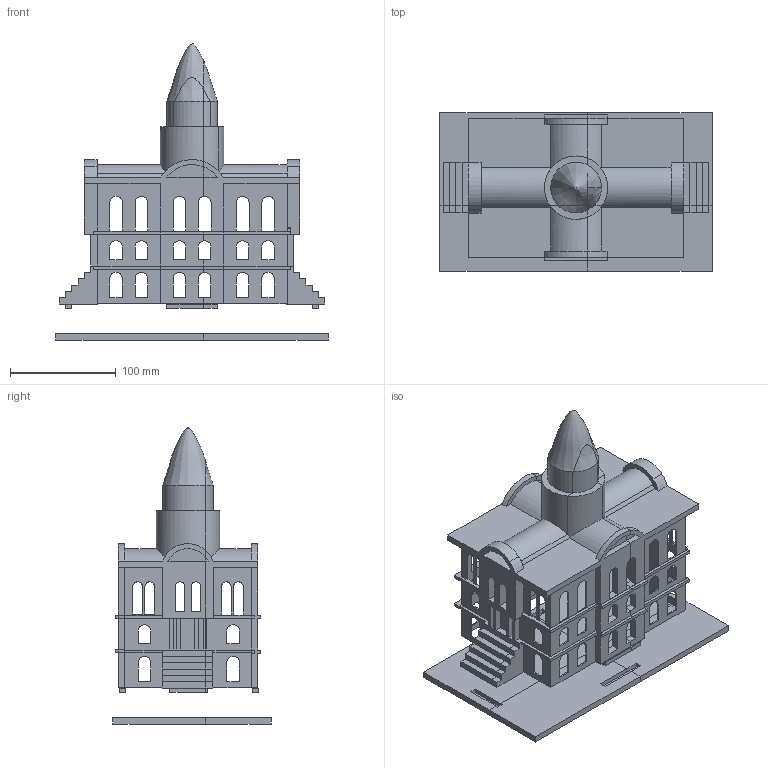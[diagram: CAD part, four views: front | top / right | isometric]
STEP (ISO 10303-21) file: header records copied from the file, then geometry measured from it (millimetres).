
FILE_DESCRIPTION(/* description */ (''),/* implementation_level */ '2;1');
FILE_NAME(/* name */ 'court house.step',/* time_stamp */ '2023-10-24T20:31:52-07:00',/* author */ (''),/* organization */ (''),/* preprocessor_version */ 'ST-DEVELOPER v20',/* originating_system */ 'Autodesk Translation Framework v12.14.0.127',/* authorisation */ '');
FILE_SCHEMA (('AUTOMOTIVE_DESIGN { 1 0 10303 214 3 1 1 }'));
Length unit declared in the file: millimetre
Products named in the file (1): court house
Bounding box: 258 x 150 x 280.69 mm (x, y, z)
Volume: 795679 mm3; surface area: 354309.9 mm2
Topology: 16 solids, 16 shells, 700 faces, 2003 edges, 1305 vertices
Faces by surface type: plane 597, cylinder 98, bspline 5
Entity records: 23612 total; most frequent: CARTESIAN_POINT 5003, ORIENTED_EDGE 4004, DIRECTION 3565, EDGE_CURVE 2002, LINE 1791, VECTOR 1791, VERTEX_POINT 1305, AXIS2_PLACEMENT_3D 887
